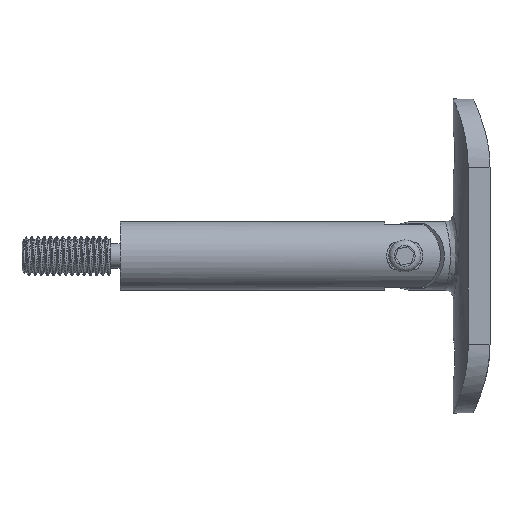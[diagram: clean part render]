
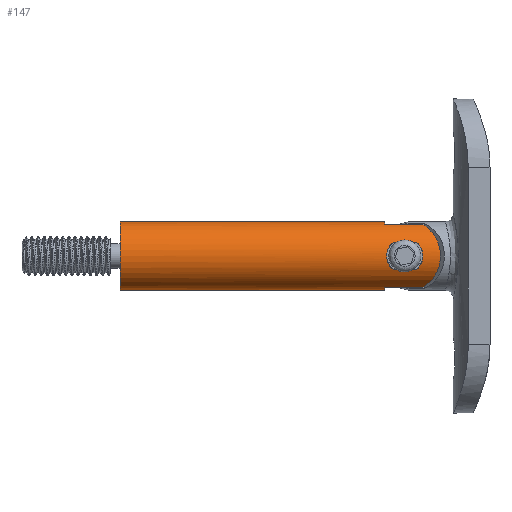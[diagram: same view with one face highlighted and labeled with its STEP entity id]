
A CAD part, top view. The second image highlights one B-rep face of the part: STEP entity #147.
In plain terms, the highlighted cylindrical face has radius 7 mm (diameter 14 mm), a full revolution.
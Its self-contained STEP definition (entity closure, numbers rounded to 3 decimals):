
#69=ELLIPSE('',#836,9.319,7.);
#70=ELLIPSE('',#838,9.319,7.);
#104=FACE_BOUND('',#246,.T.);
#105=FACE_BOUND('',#247,.T.);
#106=FACE_BOUND('',#248,.T.);
#147=ADVANCED_FACE('',(#104,#105,#106),#196,.T.);
#196=CYLINDRICAL_SURFACE('',#840,7.);
#246=EDGE_LOOP('',(#450,#451,#452,#453));
#247=EDGE_LOOP('',(#454,#455,#456,#457,#458,#459,#460,#461));
#248=EDGE_LOOP('',(#462));
#320=B_SPLINE_CURVE_WITH_KNOTS('',3,(#2985,#2986,#2987,#2988,#2989,#2990,
#2991,#2992,#2993,#2994,#2995,#2996,#2997,#2998,#2999,#3000,#3001,#3002),
 .UNSPECIFIED.,.F.,.F.,(4,2,2,2,2,2,2,2,4),(0.,0.125,0.25,0.375,0.5,0.625,
0.75,0.875,1.),.UNSPECIFIED.);
#321=B_SPLINE_CURVE_WITH_KNOTS('',3,(#3007,#3008,#3009,#3010,#3011,#3012,
#3013,#3014,#3015,#3016,#3017,#3018,#3019,#3020,#3021,#3022,#3023,#3024),
 .UNSPECIFIED.,.F.,.F.,(4,2,2,2,2,2,2,2,4),(0.,0.125,0.25,0.375,0.5,0.625,
0.75,0.875,1.),.UNSPECIFIED.);
#347=LINE('',#3005,#393);
#348=LINE('',#3026,#394);
#349=LINE('',#3030,#395);
#350=LINE('',#3034,#396);
#351=LINE('',#3038,#397);
#352=LINE('',#3042,#398);
#393=VECTOR('',#916,1.);
#394=VECTOR('',#917,1.);
#395=VECTOR('',#920,1.);
#396=VECTOR('',#923,1.);
#397=VECTOR('',#926,1.);
#398=VECTOR('',#929,1.);
#450=ORIENTED_EDGE('',*,*,#719,.T.);
#451=ORIENTED_EDGE('',*,*,#720,.T.);
#452=ORIENTED_EDGE('',*,*,#721,.T.);
#453=ORIENTED_EDGE('',*,*,#722,.T.);
#454=ORIENTED_EDGE('',*,*,#723,.T.);
#455=ORIENTED_EDGE('',*,*,#724,.T.);
#456=ORIENTED_EDGE('',*,*,#725,.T.);
#457=ORIENTED_EDGE('',*,*,#726,.T.);
#458=ORIENTED_EDGE('',*,*,#727,.T.);
#459=ORIENTED_EDGE('',*,*,#728,.T.);
#460=ORIENTED_EDGE('',*,*,#729,.T.);
#461=ORIENTED_EDGE('',*,*,#730,.T.);
#462=ORIENTED_EDGE('',*,*,#718,.T.);
#645=VERTEX_POINT('',#2983);
#646=VERTEX_POINT('',#3003);
#647=VERTEX_POINT('',#3004);
#648=VERTEX_POINT('',#3006);
#649=VERTEX_POINT('',#3025);
#650=VERTEX_POINT('',#3028);
#651=VERTEX_POINT('',#3029);
#652=VERTEX_POINT('',#3031);
#653=VERTEX_POINT('',#3033);
#654=VERTEX_POINT('',#3035);
#655=VERTEX_POINT('',#3037);
#656=VERTEX_POINT('',#3039);
#657=VERTEX_POINT('',#3041);
#718=EDGE_CURVE('',#645,#645,#811,.T.);
#719=EDGE_CURVE('',#646,#647,#320,.T.);
#720=EDGE_CURVE('',#647,#648,#347,.T.);
#721=EDGE_CURVE('',#648,#649,#321,.T.);
#722=EDGE_CURVE('',#649,#646,#348,.T.);
#723=EDGE_CURVE('',#650,#651,#69,.T.);
#724=EDGE_CURVE('',#651,#652,#349,.T.);
#725=EDGE_CURVE('',#652,#653,#812,.T.);
#726=EDGE_CURVE('',#653,#654,#350,.T.);
#727=EDGE_CURVE('',#654,#655,#70,.T.);
#728=EDGE_CURVE('',#655,#656,#351,.T.);
#729=EDGE_CURVE('',#656,#657,#813,.T.);
#730=EDGE_CURVE('',#657,#650,#352,.T.);
#811=CIRCLE('',#834,7.);
#812=CIRCLE('',#837,7.);
#813=CIRCLE('',#839,7.);
#834=AXIS2_PLACEMENT_3D('',#2982,#912,#913);
#836=AXIS2_PLACEMENT_3D('',#3027,#918,#919);
#837=AXIS2_PLACEMENT_3D('',#3032,#921,#922);
#838=AXIS2_PLACEMENT_3D('',#3036,#924,#925);
#839=AXIS2_PLACEMENT_3D('',#3040,#927,#928);
#840=AXIS2_PLACEMENT_3D('',#3043,#930,#931);
#912=DIRECTION('',(1.,0.,0.));
#913=DIRECTION('',(0.,0.,1.));
#916=DIRECTION('',(1.,0.,0.));
#917=DIRECTION('',(-1.,0.,0.));
#918=DIRECTION('',(-0.751,0.,0.66));
#919=DIRECTION('',(-0.66,0.,-0.751));
#920=DIRECTION('',(-1.,0.,0.));
#921=DIRECTION('',(-1.,0.,0.));
#922=DIRECTION('',(0.,0.,-1.));
#923=DIRECTION('',(1.,0.,0.));
#924=DIRECTION('',(-0.751,0.,-0.66));
#925=DIRECTION('',(-0.66,0.,0.751));
#926=DIRECTION('',(-1.,0.,0.));
#927=DIRECTION('',(-1.,0.,0.));
#928=DIRECTION('',(0.,0.,-1.));
#929=DIRECTION('',(1.,0.,0.));
#930=DIRECTION('',(-1.,0.,0.));
#931=DIRECTION('',(0.,0.,1.));
#2982=CARTESIAN_POINT('',(15.124,0.,0.));
#2983=CARTESIAN_POINT('',(15.124,0.,7.));
#2985=CARTESIAN_POINT('',(70.772,-2.835,6.4));
#2986=CARTESIAN_POINT('',(70.566,-2.665,6.476));
#2987=CARTESIAN_POINT('',(70.383,-2.476,6.551));
#2988=CARTESIAN_POINT('',(70.057,-2.059,6.694));
#2989=CARTESIAN_POINT('',(69.914,-1.828,6.762));
#2990=CARTESIAN_POINT('',(69.683,-1.344,6.874));
#2991=CARTESIAN_POINT('',(69.594,-1.09,6.92));
#2992=CARTESIAN_POINT('',(69.471,-0.554,6.983));
#2993=CARTESIAN_POINT('',(69.44,-0.279,7.));
#2994=CARTESIAN_POINT('',(69.439,0.268,7.));
#2995=CARTESIAN_POINT('',(69.47,0.546,6.984));
#2996=CARTESIAN_POINT('',(69.591,1.079,6.922));
#2997=CARTESIAN_POINT('',(69.68,1.336,6.876));
#2998=CARTESIAN_POINT('',(69.913,1.826,6.762));
#2999=CARTESIAN_POINT('',(70.053,2.052,6.696));
#3000=CARTESIAN_POINT('',(70.379,2.472,6.553));
#3001=CARTESIAN_POINT('',(70.566,2.665,6.476));
#3002=CARTESIAN_POINT('',(70.772,2.835,6.4));
#3003=CARTESIAN_POINT('',(70.772,-2.835,6.4));
#3004=CARTESIAN_POINT('',(70.772,2.835,6.4));
#3005=CARTESIAN_POINT('',(113.,2.835,6.4));
#3006=CARTESIAN_POINT('',(75.476,2.835,6.4));
#3007=CARTESIAN_POINT('',(75.476,2.835,6.4));
#3008=CARTESIAN_POINT('',(75.681,2.665,6.476));
#3009=CARTESIAN_POINT('',(75.865,2.476,6.551));
#3010=CARTESIAN_POINT('',(76.19,2.059,6.694));
#3011=CARTESIAN_POINT('',(76.334,1.828,6.762));
#3012=CARTESIAN_POINT('',(76.565,1.344,6.874));
#3013=CARTESIAN_POINT('',(76.654,1.09,6.92));
#3014=CARTESIAN_POINT('',(76.776,0.554,6.983));
#3015=CARTESIAN_POINT('',(76.807,0.279,7.));
#3016=CARTESIAN_POINT('',(76.808,-0.268,7.));
#3017=CARTESIAN_POINT('',(76.777,-0.546,6.984));
#3018=CARTESIAN_POINT('',(76.657,-1.079,6.922));
#3019=CARTESIAN_POINT('',(76.568,-1.336,6.876));
#3020=CARTESIAN_POINT('',(76.335,-1.826,6.762));
#3021=CARTESIAN_POINT('',(76.195,-2.052,6.696));
#3022=CARTESIAN_POINT('',(75.868,-2.472,6.553));
#3023=CARTESIAN_POINT('',(75.682,-2.665,6.476));
#3024=CARTESIAN_POINT('',(75.476,-2.835,6.4));
#3025=CARTESIAN_POINT('',(75.476,-2.835,6.4));
#3026=CARTESIAN_POINT('',(113.,-2.835,6.4));
#3027=CARTESIAN_POINT('',(74.252,0.,0.));
#3028=CARTESIAN_POINT('',(76.801,-6.371,2.9));
#3029=CARTESIAN_POINT('',(76.801,6.371,2.9));
#3030=CARTESIAN_POINT('',(113.,6.371,2.9));
#3031=CARTESIAN_POINT('',(69.011,6.371,2.9));
#3032=CARTESIAN_POINT('',(69.011,0.,0.));
#3033=CARTESIAN_POINT('',(69.011,6.371,-2.9));
#3034=CARTESIAN_POINT('',(113.,6.371,-2.9));
#3035=CARTESIAN_POINT('',(76.801,6.371,-2.9));
#3036=CARTESIAN_POINT('',(74.252,0.,0.));
#3037=CARTESIAN_POINT('',(76.801,-6.371,-2.9));
#3038=CARTESIAN_POINT('',(113.,-6.371,-2.9));
#3039=CARTESIAN_POINT('',(69.011,-6.371,-2.9));
#3040=CARTESIAN_POINT('',(69.011,0.,0.));
#3041=CARTESIAN_POINT('',(69.011,-6.371,2.9));
#3042=CARTESIAN_POINT('',(113.,-6.371,2.9));
#3043=CARTESIAN_POINT('',(113.,0.,0.));
